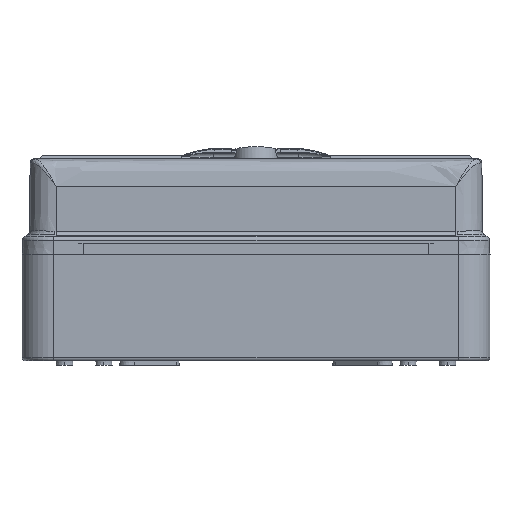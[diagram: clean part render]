
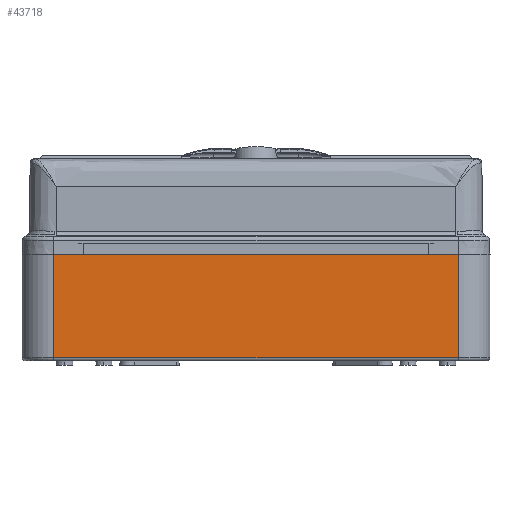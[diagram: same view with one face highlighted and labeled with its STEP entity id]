
A CAD part, left-side view. The second image highlights one B-rep face of the part: STEP entity #43718.
In plain terms, the highlighted planar face has unit normal (-1, 0, 0).
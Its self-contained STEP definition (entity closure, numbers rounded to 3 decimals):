
#34658=DIRECTION('',(0.,1.,0.));
#34659=VECTOR('',#34658,190.);
#34660=CARTESIAN_POINT('',(-230.,-95.,1.5));
#34661=LINE('',#34660,#34659);
#34681=DIRECTION('',(0.,0.,1.));
#34682=VECTOR('',#34681,48.5);
#34683=CARTESIAN_POINT('',(-230.,95.,1.5));
#34684=LINE('',#34683,#34682);
#34689=DIRECTION('',(0.,1.,0.));
#34690=VECTOR('',#34689,190.);
#34691=CARTESIAN_POINT('',(-230.,-95.,50.));
#34692=LINE('',#34691,#34690);
#34697=DIRECTION('',(0.,0.,-1.));
#34698=VECTOR('',#34697,48.5);
#34699=CARTESIAN_POINT('',(-230.,-95.,50.));
#34700=LINE('',#34699,#34698);
#37764=CARTESIAN_POINT('',(-230.,-95.,1.5));
#37765=VERTEX_POINT('',#37764);
#37766=CARTESIAN_POINT('',(-230.,95.,1.5));
#37767=VERTEX_POINT('',#37766);
#37852=CARTESIAN_POINT('',(-230.,-95.,50.));
#37853=VERTEX_POINT('',#37852);
#37854=CARTESIAN_POINT('',(-230.,95.,50.));
#37855=VERTEX_POINT('',#37854);
#43706=CARTESIAN_POINT('',(-230.,110.,0.));
#43707=DIRECTION('',(-1.,0.,0.));
#43708=DIRECTION('',(0.,-1.,0.));
#43709=AXIS2_PLACEMENT_3D('',#43706,#43707,#43708);
#43710=PLANE('',#43709);
#43712=ORIENTED_EDGE('',*,*,#43711,.T.);
#43713=ORIENTED_EDGE('',*,*,#43673,.T.);
#43714=ORIENTED_EDGE('',*,*,#43698,.T.);
#43715=ORIENTED_EDGE('',*,*,#42957,.F.);
#43716=EDGE_LOOP('',(#43712,#43713,#43714,#43715));
#43717=FACE_OUTER_BOUND('',#43716,.F.);
#43718=ADVANCED_FACE('',(#43717),#43710,.T.);
#42957=EDGE_CURVE('',#37853,#37855,#34692,.T.);
#43673=EDGE_CURVE('',#37765,#37767,#34661,.T.);
#43698=EDGE_CURVE('',#37767,#37855,#34684,.T.);
#43711=EDGE_CURVE('',#37853,#37765,#34700,.T.);
